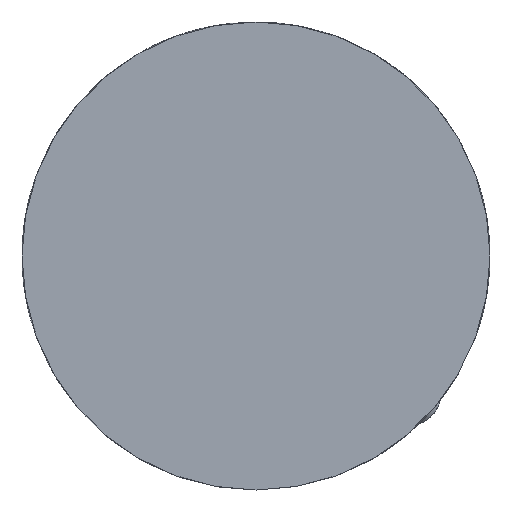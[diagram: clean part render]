
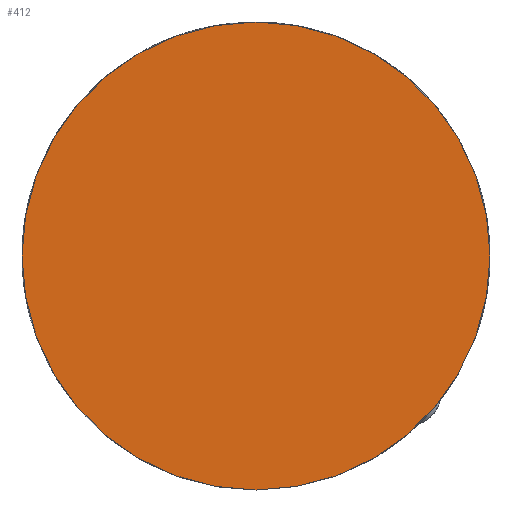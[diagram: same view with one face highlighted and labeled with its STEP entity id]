
A CAD part, front view. The second image highlights one B-rep face of the part: STEP entity #412.
In plain terms, the highlighted planar face has unit normal (0, -1, 0).
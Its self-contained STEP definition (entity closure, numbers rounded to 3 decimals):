
#129 = DIRECTION ( 'NONE',  ( 0., 1., 0. ) ) ;
#164 = CARTESIAN_POINT ( 'NONE',  ( 945., -20.5, 1517.3 ) ) ;
#180 = CIRCLE ( 'NONE', #1254, 57.3 ) ;
#187 = DIRECTION ( 'NONE',  ( 0., 0., 1. ) ) ;
#412 = ADVANCED_FACE ( 'NONE', ( #3024 ), #2620, .F. ) ;
#576 = VERTEX_POINT ( 'NONE', #6992 ) ;
#752 = CARTESIAN_POINT ( 'NONE',  ( 945., -20.5, 1402.7 ) ) ;
#1070 = AXIS2_PLACEMENT_3D ( 'NONE', #164, #129, #187 ) ;
#1220 = VERTEX_POINT ( 'NONE', #752 ) ;
#1254 = AXIS2_PLACEMENT_3D ( 'NONE', #6448, #3092, #7036 ) ;
#2572 = ORIENTED_EDGE ( 'NONE', *, *, #5612, .F. ) ;
#2584 = CARTESIAN_POINT ( 'NONE',  ( 945., -20.5, 1460. ) ) ;
#2620 = PLANE ( 'NONE',  #1070 ) ;
#3024 = FACE_OUTER_BOUND ( 'NONE', #5450, .T. ) ;
#3092 = DIRECTION ( 'NONE',  ( 0., 1., 0. ) ) ;
#3177 = DIRECTION ( 'NONE',  ( 0., 0., 1. ) ) ;
#4396 = ORIENTED_EDGE ( 'NONE', *, *, #6701, .F. ) ;
#5450 = EDGE_LOOP ( 'NONE', ( #2572, #4396 ) ) ;
#5612 = EDGE_CURVE ( 'NONE', #576, #1220, #7226, .T. ) ;
#6432 = AXIS2_PLACEMENT_3D ( 'NONE', #2584, #6533, #3177 ) ;
#6448 = CARTESIAN_POINT ( 'NONE',  ( 945., -20.5, 1460. ) ) ;
#6533 = DIRECTION ( 'NONE',  ( 0., 1., 0. ) ) ;
#6701 = EDGE_CURVE ( 'NONE', #1220, #576, #180, .T. ) ;
#6992 = CARTESIAN_POINT ( 'NONE',  ( 945., -20.5, 1517.3 ) ) ;
#7036 = DIRECTION ( 'NONE',  ( 0., 0., 1. ) ) ;
#7226 = CIRCLE ( 'NONE', #6432, 57.3 ) ;
